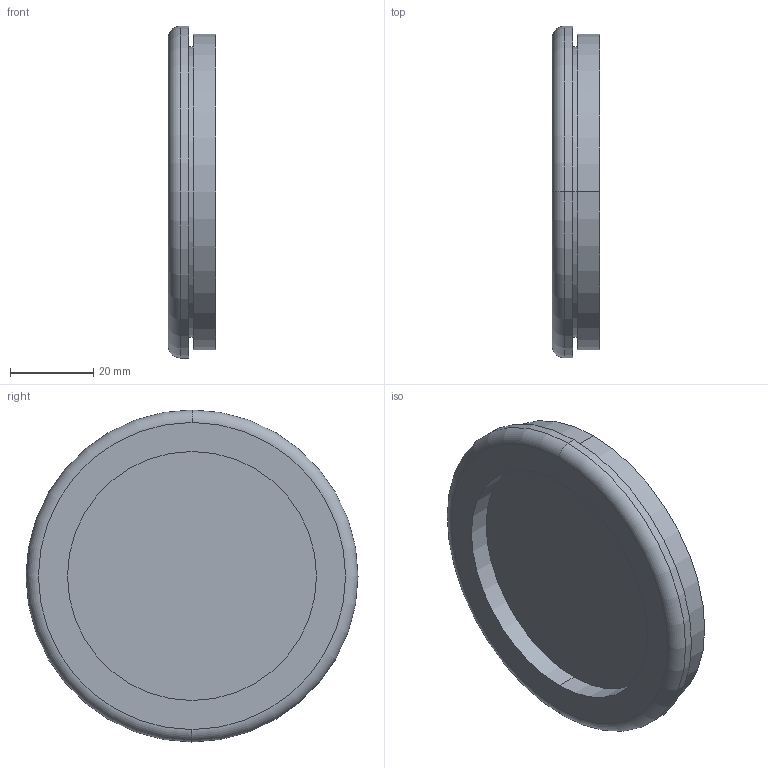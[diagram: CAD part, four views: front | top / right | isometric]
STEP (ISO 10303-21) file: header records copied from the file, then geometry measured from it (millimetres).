
FILE_DESCRIPTION (( 'STEP AP203' ), '1' );
FILE_NAME ('C-164-D-70.STEP', '2015-10-16T01:47:50', ( '' ), ( '' ), 'SwSTEP 2.0', 'SolidWorks 2012', '' );
FILE_SCHEMA (( 'CONFIG_CONTROL_DESIGN' ));
Length unit declared in the file: millimetre
Products named in the file (3): C-164-D-70_小窓; C-164-D-70_ゴム枠; C-164-D-70
Assembly tree (2 placements, depth 2):
  C-164-D-70
    C-164-D-70_ゴム枠
    C-164-D-70_小窓
Bounding box: 11.5 x 80 x 80 mm (x, y, z)
Volume: 21273.4 mm3; surface area: 17786.7 mm2
Topology: 2 solids, 2 shells, 79 faces, 187 edges, 117 vertices
Faces by surface type: plane 41, torus 18, cylinder 18, cone 2
Entity records: 2617 total; most frequent: DIRECTION 466, CARTESIAN_POINT 388, ORIENTED_EDGE 374, AXIS2_PLACEMENT_3D 195, EDGE_CURVE 187, VERTEX_POINT 117, CIRCLE 111, EDGE_LOOP 86
